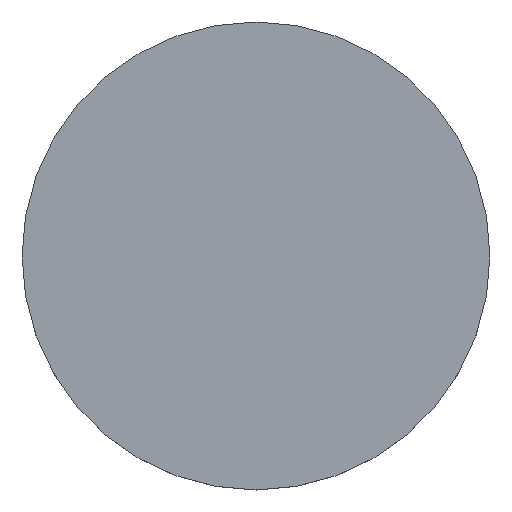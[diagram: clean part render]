
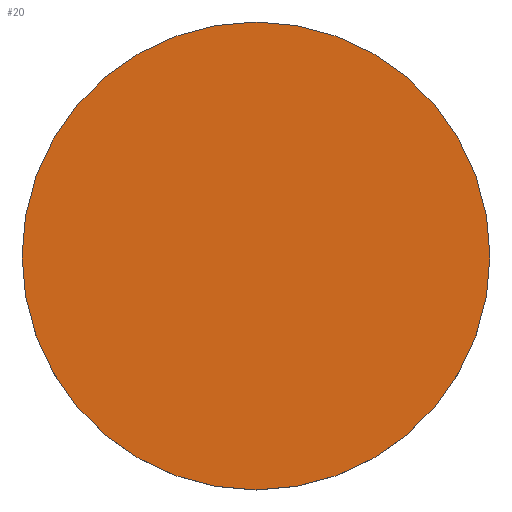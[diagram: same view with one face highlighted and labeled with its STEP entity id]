
A CAD part, top view. The second image highlights one B-rep face of the part: STEP entity #20.
In plain terms, the highlighted planar face has unit normal (0, 0, 1).
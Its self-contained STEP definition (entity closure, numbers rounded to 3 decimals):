
#17 = EDGE_CURVE ( 'NONE', #134, #172, #121, .T. ) ;
#19 = EDGE_LOOP ( 'NONE', ( #37, #141 ) ) ;
#20 = ADVANCED_FACE ( 'NONE', ( #138 ), #156, .T. ) ;
#30 = AXIS2_PLACEMENT_3D ( 'NONE', #82, #202, #111 ) ;
#37 = ORIENTED_EDGE ( 'NONE', *, *, #181, .F. ) ;
#47 = CARTESIAN_POINT ( 'NONE',  ( 0., 52.02, 6. ) ) ;
#53 = CIRCLE ( 'NONE', #212, 25.4 ) ;
#63 = DIRECTION ( 'NONE',  ( 0., 0., 1. ) ) ;
#82 = CARTESIAN_POINT ( 'NONE',  ( 0., 0., 6. ) ) ;
#85 = DIRECTION ( 'NONE',  ( 1., 0., 0. ) ) ;
#111 = DIRECTION ( 'NONE',  ( 1., 0., 0. ) ) ;
#113 = CARTESIAN_POINT ( 'NONE',  ( -25.4, 0., 6. ) ) ;
#116 = DIRECTION ( 'NONE',  ( 0., 0., -1. ) ) ;
#121 = CIRCLE ( 'NONE', #30, 25.4 ) ;
#122 = AXIS2_PLACEMENT_3D ( 'NONE', #47, #63, #85 ) ;
#134 = VERTEX_POINT ( 'NONE', #113 ) ;
#138 = FACE_OUTER_BOUND ( 'NONE', #19, .T. ) ;
#141 = ORIENTED_EDGE ( 'NONE', *, *, #17, .F. ) ;
#145 = DIRECTION ( 'NONE',  ( 1., 0., 0. ) ) ;
#156 = PLANE ( 'NONE',  #122 ) ;
#172 = VERTEX_POINT ( 'NONE', #211 ) ;
#181 = EDGE_CURVE ( 'NONE', #172, #134, #53, .T. ) ;
#202 = DIRECTION ( 'NONE',  ( 0., 0., -1. ) ) ;
#205 = CARTESIAN_POINT ( 'NONE',  ( 0., 0., 6. ) ) ;
#211 = CARTESIAN_POINT ( 'NONE',  ( 25.4, 0., 6. ) ) ;
#212 = AXIS2_PLACEMENT_3D ( 'NONE', #205, #116, #145 ) ;
